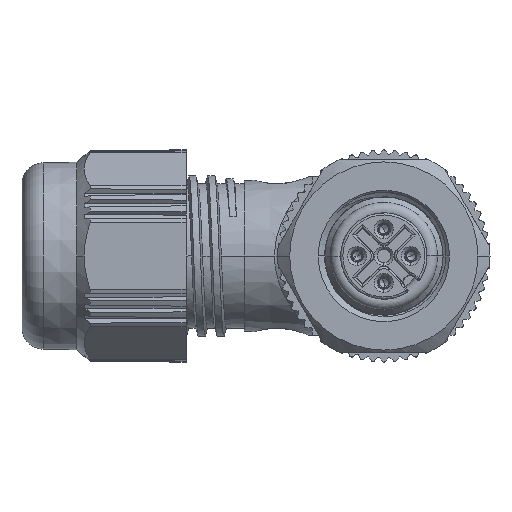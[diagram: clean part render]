
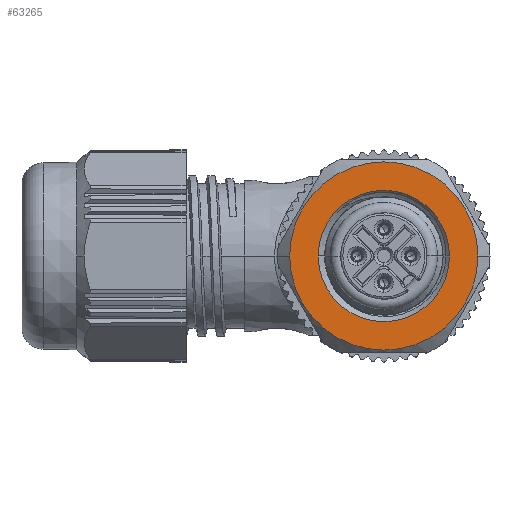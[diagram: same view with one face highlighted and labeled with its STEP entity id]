
A CAD part, front view. The second image highlights one B-rep face of the part: STEP entity #63265.
In plain terms, the highlighted planar face has unit normal (0, -1, 0).
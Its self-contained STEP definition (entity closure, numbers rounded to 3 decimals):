
#14592=CARTESIAN_POINT('',(0.,-8.55,0.));
#14593=DIRECTION('',(0.,1.,0.));
#14594=DIRECTION('',(-1.,0.,0.));
#14595=AXIS2_PLACEMENT_3D('',#14592,#14593,#14594);
#14597=CARTESIAN_POINT('',(0.,-8.55,0.));
#14598=DIRECTION('',(0.,1.,0.));
#14599=DIRECTION('',(1.,0.,0.));
#14600=AXIS2_PLACEMENT_3D('',#14597,#14598,#14599);
#14727=CARTESIAN_POINT('',(0.,-8.55,0.));
#14728=DIRECTION('',(0.,1.,0.));
#14729=DIRECTION('',(-1.,0.,0.));
#14730=AXIS2_PLACEMENT_3D('',#14727,#14728,#14729);
#17421=CARTESIAN_POINT('',(0.,-8.55,0.));
#17422=DIRECTION('',(0.,1.,0.));
#17423=DIRECTION('',(1.,0.,0.));
#17424=AXIS2_PLACEMENT_3D('',#17421,#17422,#17423);
#48293=CARTESIAN_POINT('',(-8.779,-8.55,0.));
#48294=CARTESIAN_POINT('',(8.779,-8.55,0.));
#48295=VERTEX_POINT('',#48293);
#48296=VERTEX_POINT('',#48294);
#48307=CARTESIAN_POINT('',(-6.125,-8.55,0.));
#48308=VERTEX_POINT('',#48307);
#48309=CARTESIAN_POINT('',(6.125,-8.55,0.));
#48311=VERTEX_POINT('',#48309);
#63249=CARTESIAN_POINT('',(0.,-8.55,0.));
#63250=DIRECTION('',(0.,1.,0.));
#63251=DIRECTION('',(1.,0.,0.));
#63252=AXIS2_PLACEMENT_3D('',#63249,#63250,#63251);
#63253=PLANE('',#63252);
#63254=ORIENTED_EDGE('',*,*,#63231,.T.);
#63256=ORIENTED_EDGE('',*,*,#63255,.T.);
#63257=EDGE_LOOP('',(#63254,#63256));
#63258=FACE_OUTER_BOUND('',#63257,.F.);
#63260=ORIENTED_EDGE('',*,*,#63259,.F.);
#63262=ORIENTED_EDGE('',*,*,#63261,.F.);
#63263=EDGE_LOOP('',(#63260,#63262));
#63264=FACE_BOUND('',#63263,.F.);
#63265=ADVANCED_FACE('',(#63258,#63264),#63253,.F.);
#14596=CIRCLE('',#14595,8.779);
#14601=CIRCLE('',#14600,8.779);
#14731=CIRCLE('',#14730,6.125);
#17425=CIRCLE('',#17424,6.125);
#63231=EDGE_CURVE('',#48295,#48296,#14596,.T.);
#63255=EDGE_CURVE('',#48296,#48295,#14601,.T.);
#63259=EDGE_CURVE('',#48308,#48311,#14731,.T.);
#63261=EDGE_CURVE('',#48311,#48308,#17425,.T.);
